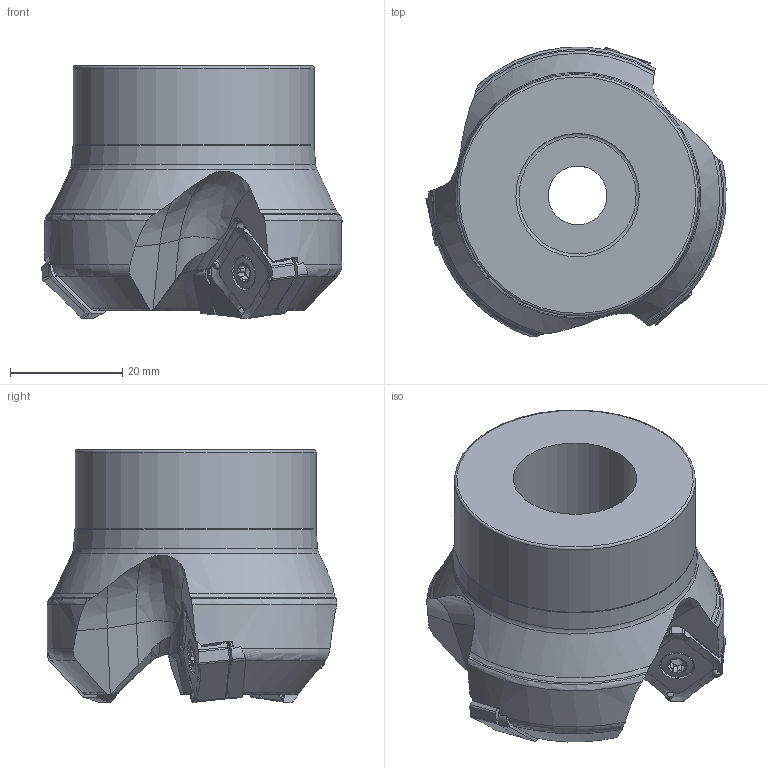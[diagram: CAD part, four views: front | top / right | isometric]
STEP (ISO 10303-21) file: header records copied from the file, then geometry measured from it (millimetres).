
FILE_DESCRIPTION(/* description */ (''),/* implementation_level */ '2;1');
FILE_NAME(/* name */ 'toolassembly_1.stp',/* time_stamp */ '2019-01-25T11:16:07+01:00',/* author */ (''),/* organization */ ('SMS'),/* preprocessor_version */ 'ST-DEVELOPER v15',/* originating_system */ 'SIEMENS PLM Software NX 8.5',/* authorisation */ '');
FILE_SCHEMA (('AUTOMOTIVE_DESIGN { 1 0 10303 214 3 1 1 1 }'));
Products named in the file (4): ASSEMBLY_CONSTRUCTION; CUT_20190125111505; NOCUT_20190125111452; TOOLASSEMBLY_1
Assembly tree (5 placements, depth 2):
  TOOLASSEMBLY_1
    NOCUT_20190125111452
    CUT_20190125111505  x3
    ASSEMBLY_CONSTRUCTION
Bounding box: 53.52 x 51.7 x 45 mm (x, y, z)
Volume: 49926.7 mm3; surface area: 14188.4 mm2
Topology: 4 solids, 4 shells, 1549 faces, 3857 edges, 2332 vertices
Faces by surface type: bspline 459, cylinder 431, plane 324, torus 128, cone 123, extrusion 60, sphere 24
Full cylindrical faces by diameter (mm): 3.5 x3, 4 x3, 4.8 x3, 5.7 x3, 10.5 x1, 17.1 x1, 22.011 x1, 22.5 x1, 43 x1
Entity records: 52361 total; most frequent: CARTESIAN_POINT 22220, ORIENTED_EDGE 6640, DIRECTION 5942, EDGE_CURVE 3320, AXIS2_PLACEMENT_3D 2464, VERTEX_POINT 2013, EDGE_LOOP 1432, ADVANCED_FACE 1371
